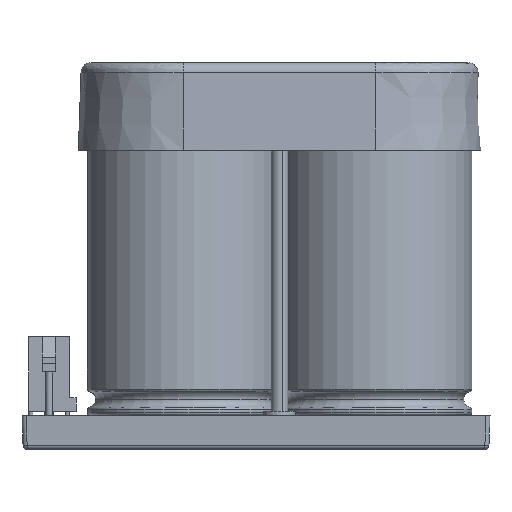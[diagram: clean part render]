
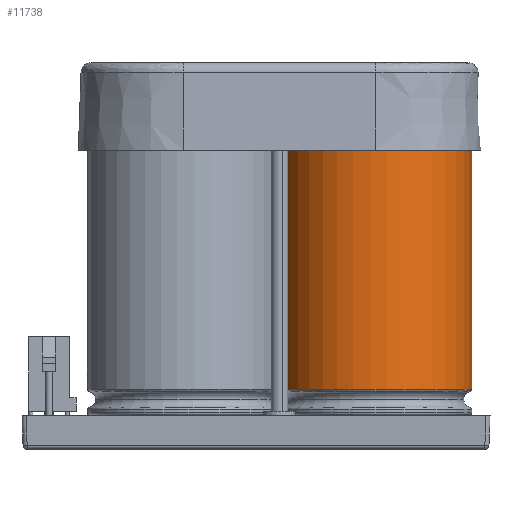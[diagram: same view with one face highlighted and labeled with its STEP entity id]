
A CAD part, front view. The second image highlights one B-rep face of the part: STEP entity #11738.
In plain terms, the highlighted cylindrical face has radius 18 mm (diameter 36 mm), a partial arc.
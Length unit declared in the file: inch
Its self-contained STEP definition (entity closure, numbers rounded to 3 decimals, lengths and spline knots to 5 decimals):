
#1166 = CARTESIAN_POINT ( 'NONE',  ( 0.8825, 0., 2.73031 ) ) ;
#1167 = DIRECTION ( 'NONE',  ( 0., 0., -1. ) ) ;
#1168 = DIRECTION ( 'NONE',  ( 0.994, 0.112, 0. ) ) ;
#1605 = FACE_OUTER_BOUND ( 'NONE', #7302, .T. ) ;
#1608 = CYLINDRICAL_SURFACE ( 'NONE', #1986, 0.70866 ) ;
#1986 = AXIS2_PLACEMENT_3D ( 'NONE', #1166, #1167, #1168 ) ;
#5543 = VERTEX_POINT ( 'NONE', #13147 ) ;
#5593 = VERTEX_POINT ( 'NONE', #13197 ) ;
#7302 = EDGE_LOOP ( 'NONE', ( #12346, #12357, #12359, #12352 ) ) ;
#7407 = VERTEX_POINT ( 'NONE', #17867 ) ;
#8106 = VERTEX_POINT ( 'NONE', #19752 ) ;
#11073 = EDGE_CURVE ( 'NONE', #5593, #7407, #23571, .T. ) ;
#11592 = EDGE_CURVE ( 'NONE', #7407, #5543, #29719, .T. ) ;
#11599 = EDGE_CURVE ( 'NONE', #5543, #8106, #28741, .T. ) ;
#11600 = EDGE_CURVE ( 'NONE', #5593, #8106, #29721, .T. ) ;
#11738 = ADVANCED_FACE ( 'NONE', ( #1605 ), #1608, .T. ) ;
#12346 = ORIENTED_EDGE ( 'NONE', *, *, #11073, .T. ) ;
#12352 = ORIENTED_EDGE ( 'NONE', *, *, #11600, .F. ) ;
#12357 = ORIENTED_EDGE ( 'NONE', *, *, #11592, .T. ) ;
#12359 = ORIENTED_EDGE ( 'NONE', *, *, #11599, .T. ) ;
#13147 = CARTESIAN_POINT ( 'NONE',  ( 0.17831, -0.07952, 0.44435 ) ) ;
#13197 = CARTESIAN_POINT ( 'NONE',  ( 1.58669, 0.07952, 2.71063 ) ) ;
#17867 = CARTESIAN_POINT ( 'NONE',  ( 0.17831, -0.07952, 2.71063 ) ) ;
#19752 = CARTESIAN_POINT ( 'NONE',  ( 1.58669, 0.07952, 0.44435 ) ) ;
#23571 = CIRCLE ( 'NONE', #23586, 0.70866 ) ;
#23586 = AXIS2_PLACEMENT_3D ( 'NONE', #24714, #24715, #24716 ) ;
#24714 = CARTESIAN_POINT ( 'NONE',  ( 0.8825, 0., 2.71063 ) ) ;
#24715 = DIRECTION ( 'NONE',  ( 0., 0., -1. ) ) ;
#24716 = DIRECTION ( 'NONE',  ( -0.994, -0.112, 0. ) ) ;
#28741 = CIRCLE ( 'NONE', #28757, 0.70866 ) ;
#28747 = VECTOR ( 'NONE', #30273, 39.37008 ) ;
#28757 = AXIS2_PLACEMENT_3D ( 'NONE', #30294, #30295, #30296 ) ;
#28759 = VECTOR ( 'NONE', #30298, 39.37008 ) ;
#29719 = LINE ( 'NONE', #30272, #28747 ) ;
#29721 = LINE ( 'NONE', #30297, #28759 ) ;
#30272 = CARTESIAN_POINT ( 'NONE',  ( 0.17831, -0.07952, 2.73031 ) ) ;
#30273 = DIRECTION ( 'NONE',  ( 0., 0., -1. ) ) ;
#30294 = CARTESIAN_POINT ( 'NONE',  ( 0.8825, 0., 0.44435 ) ) ;
#30295 = DIRECTION ( 'NONE',  ( 0., 0., 1. ) ) ;
#30296 = DIRECTION ( 'NONE',  ( -0.994, -0.112, 0. ) ) ;
#30297 = CARTESIAN_POINT ( 'NONE',  ( 1.58669, 0.07952, 2.73031 ) ) ;
#30298 = DIRECTION ( 'NONE',  ( 0., 0., -1. ) ) ;
